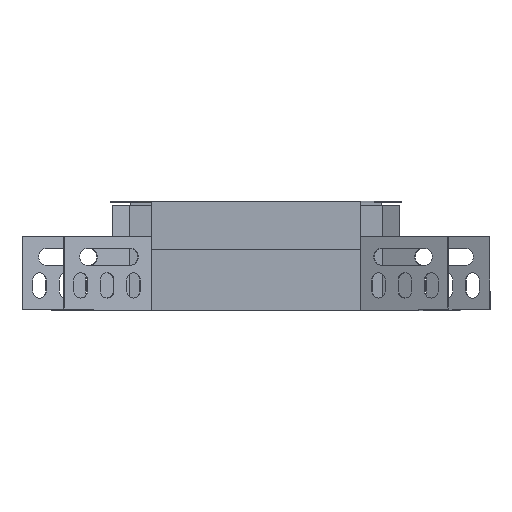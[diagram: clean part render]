
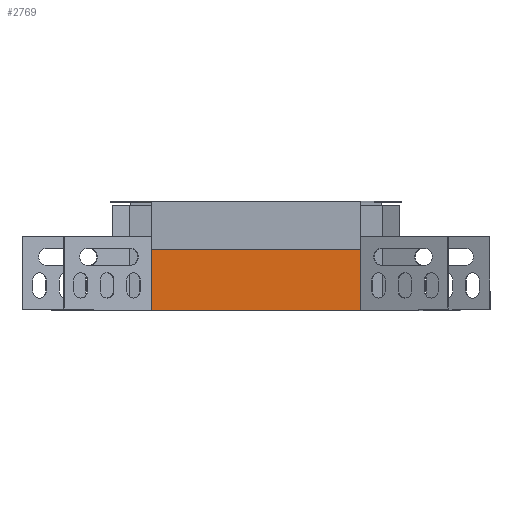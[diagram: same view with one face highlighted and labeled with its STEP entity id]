
A CAD part, top view. The second image highlights one B-rep face of the part: STEP entity #2769.
In plain terms, the highlighted planar face has unit normal (0, 0, 1).
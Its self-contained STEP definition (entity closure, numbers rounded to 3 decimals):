
#237 = CARTESIAN_POINT ( 'NONE',  ( -23., 138.156, -163.859 ) ) ;
#344 = ORIENTED_EDGE ( 'NONE', *, *, #1835, .T. ) ;
#358 = CARTESIAN_POINT ( 'NONE',  ( 75.995, 138.956, -163.859 ) ) ;
#412 = LINE ( 'NONE', #2789, #2994 ) ;
#428 = VECTOR ( 'NONE', #1880, 1000. ) ;
#457 = ORIENTED_EDGE ( 'NONE', *, *, #1916, .T. ) ;
#545 = LINE ( 'NONE', #3390, #1556 ) ;
#573 = DIRECTION ( 'NONE',  ( 0., -1., 0. ) ) ;
#577 = CARTESIAN_POINT ( 'NONE',  ( 75.995, 138.156, -163.859 ) ) ;
#663 = LINE ( 'NONE', #358, #428 ) ;
#689 = VERTEX_POINT ( 'NONE', #237 ) ;
#758 = EDGE_CURVE ( 'NONE', #4175, #2205, #3738, .T. ) ;
#766 = CARTESIAN_POINT ( 'NONE',  ( 75.995, 188.156, -163.859 ) ) ;
#985 = ORIENTED_EDGE ( 'NONE', *, *, #1478, .F. ) ;
#1045 = ORIENTED_EDGE ( 'NONE', *, *, #1925, .T. ) ;
#1111 = CARTESIAN_POINT ( 'NONE',  ( -23., 188.156, -163.859 ) ) ;
#1478 = EDGE_CURVE ( 'NONE', #4094, #689, #412, .T. ) ;
#1556 = VECTOR ( 'NONE', #2278, 1000. ) ;
#1583 = ORIENTED_EDGE ( 'NONE', *, *, #758, .T. ) ;
#1646 = CARTESIAN_POINT ( 'NONE',  ( 75.995, 138.956, -163.859 ) ) ;
#1691 = EDGE_LOOP ( 'NONE', ( #344, #457, #985, #1045, #1583, #2080 ) ) ;
#1835 = EDGE_CURVE ( 'NONE', #4330, #2458, #3395, .T. ) ;
#1880 = DIRECTION ( 'NONE',  ( 0., 1., 0. ) ) ;
#1910 = EDGE_CURVE ( 'NONE', #2205, #4330, #4306, .T. ) ;
#1914 = VECTOR ( 'NONE', #573, 1000. ) ;
#1916 = EDGE_CURVE ( 'NONE', #2458, #689, #545, .T. ) ;
#1925 = EDGE_CURVE ( 'NONE', #4094, #4175, #663, .T. ) ;
#1966 = DIRECTION ( 'NONE',  ( 0., 1., 0. ) ) ;
#2080 = ORIENTED_EDGE ( 'NONE', *, *, #1910, .T. ) ;
#2146 = AXIS2_PLACEMENT_3D ( 'NONE', #3254, #3565, #3920 ) ;
#2205 = VERTEX_POINT ( 'NONE', #766 ) ;
#2278 = DIRECTION ( 'NONE',  ( 0., -1., 0. ) ) ;
#2330 = CARTESIAN_POINT ( 'NONE',  ( -23., 188.156, -163.859 ) ) ;
#2458 = VERTEX_POINT ( 'NONE', #2805 ) ;
#2666 = CARTESIAN_POINT ( 'NONE',  ( 75.995, 173.156, -163.859 ) ) ;
#2769 = ADVANCED_FACE ( 'NONE', ( #4455 ), #3596, .F. ) ;
#2789 = CARTESIAN_POINT ( 'NONE',  ( 77.126, 138.156, -163.859 ) ) ;
#2805 = CARTESIAN_POINT ( 'NONE',  ( -23., 173.156, -163.859 ) ) ;
#2859 = DIRECTION ( 'NONE',  ( -1., 0., 0. ) ) ;
#2994 = VECTOR ( 'NONE', #2859, 1000. ) ;
#3235 = CARTESIAN_POINT ( 'NONE',  ( -23., 138.956, -163.859 ) ) ;
#3254 = CARTESIAN_POINT ( 'NONE',  ( -23., 188.156, -163.859 ) ) ;
#3390 = CARTESIAN_POINT ( 'NONE',  ( -23., 173.156, -163.859 ) ) ;
#3395 = LINE ( 'NONE', #3235, #1914 ) ;
#3449 = VECTOR ( 'NONE', #4355, 1000. ) ;
#3565 = DIRECTION ( 'NONE',  ( 0., 0., -1. ) ) ;
#3596 = PLANE ( 'NONE',  #2146 ) ;
#3738 = LINE ( 'NONE', #1646, #4488 ) ;
#3920 = DIRECTION ( 'NONE',  ( -1., 0., 0. ) ) ;
#4094 = VERTEX_POINT ( 'NONE', #577 ) ;
#4175 = VERTEX_POINT ( 'NONE', #2666 ) ;
#4306 = LINE ( 'NONE', #1111, #3449 ) ;
#4330 = VERTEX_POINT ( 'NONE', #2330 ) ;
#4355 = DIRECTION ( 'NONE',  ( -1., 0., 0. ) ) ;
#4455 = FACE_OUTER_BOUND ( 'NONE', #1691, .T. ) ;
#4488 = VECTOR ( 'NONE', #1966, 1000. ) ;
